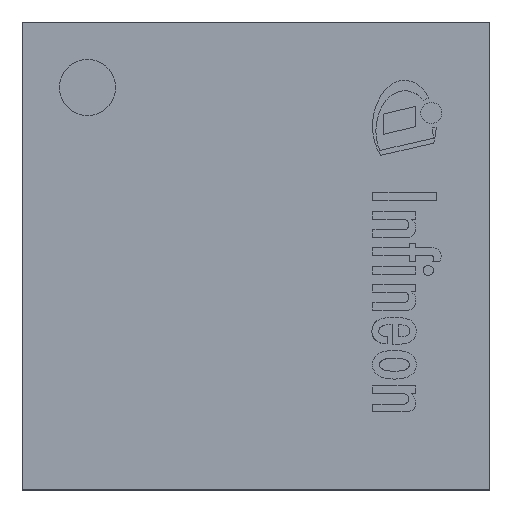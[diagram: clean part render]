
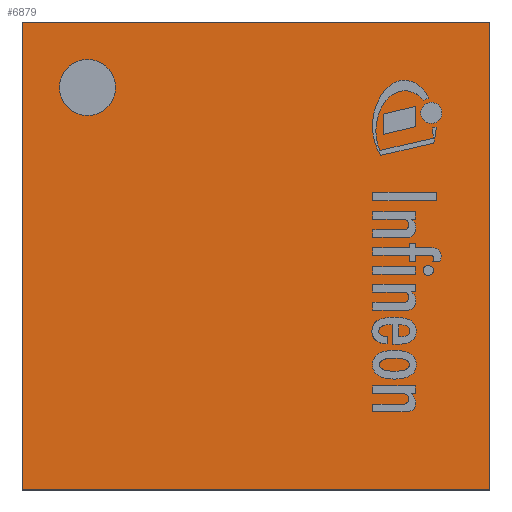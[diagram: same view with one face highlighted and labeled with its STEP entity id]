
A CAD part, top view. The second image highlights one B-rep face of the part: STEP entity #6879.
In plain terms, the highlighted planar face has unit normal (0, 0, 1).
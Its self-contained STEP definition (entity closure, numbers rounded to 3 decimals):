
#73=FACE_BOUND('',#1159,.T.);
#363=PLANE('',#7571);
#744=FACE_OUTER_BOUND('',#1158,.T.);
#1158=EDGE_LOOP('',(#6315,#6316,#6317,#6318));
#1159=EDGE_LOOP('',(#6319));
#1826=LINE('',#11536,#2514);
#1830=LINE('',#11544,#2518);
#1833=LINE('',#11550,#2521);
#1836=LINE('',#11555,#2524);
#2514=VECTOR('',#9533,1.);
#2518=VECTOR('',#9539,1.);
#2521=VECTOR('',#9544,1.);
#2524=VECTOR('',#9549,1.);
#2824=CIRCLE('',#7563,0.3);
#3446=VERTEX_POINT('',#11527);
#3448=VERTEX_POINT('',#11534);
#3449=VERTEX_POINT('',#11535);
#3452=VERTEX_POINT('',#11543);
#3454=VERTEX_POINT('',#11549);
#4399=EDGE_CURVE('',#3446,#3446,#2824,.T.);
#4402=EDGE_CURVE('',#3448,#3449,#1826,.T.);
#4406=EDGE_CURVE('',#3452,#3448,#1830,.T.);
#4409=EDGE_CURVE('',#3454,#3452,#1833,.T.);
#4412=EDGE_CURVE('',#3449,#3454,#1836,.T.);
#6315=ORIENTED_EDGE('',*,*,#4412,.F.);
#6316=ORIENTED_EDGE('',*,*,#4402,.F.);
#6317=ORIENTED_EDGE('',*,*,#4406,.F.);
#6318=ORIENTED_EDGE('',*,*,#4409,.F.);
#6319=ORIENTED_EDGE('',*,*,#4399,.T.);
#6879=ADVANCED_FACE('',(#744,#73),#363,.T.);
#7563=AXIS2_PLACEMENT_3D('',#11528,#9524,#9525);
#7571=AXIS2_PLACEMENT_3D('',#11558,#9553,#9554);
#9524=DIRECTION('center_axis',(0.,0.,-1.));
#9525=DIRECTION('ref_axis',(0.,1.,0.));
#9533=DIRECTION('',(1.,0.,0.));
#9539=DIRECTION('',(0.,1.,0.));
#9544=DIRECTION('',(-1.,0.,0.));
#9549=DIRECTION('',(0.,-1.,0.));
#9553=DIRECTION('center_axis',(0.,0.,1.));
#9554=DIRECTION('ref_axis',(0.,-1.,0.));
#11527=CARTESIAN_POINT('',(-1.8,1.5,1.06));
#11528=CARTESIAN_POINT('Origin',(-1.8,1.8,1.06));
#11534=CARTESIAN_POINT('',(-2.5,2.5,1.06));
#11535=CARTESIAN_POINT('',(2.5,2.5,1.06));
#11536=CARTESIAN_POINT('',(-2.5,2.5,1.06));
#11543=CARTESIAN_POINT('',(-2.5,-2.5,1.06));
#11544=CARTESIAN_POINT('',(-2.5,-2.5,1.06));
#11549=CARTESIAN_POINT('',(2.5,-2.5,1.06));
#11550=CARTESIAN_POINT('',(2.5,-2.5,1.06));
#11555=CARTESIAN_POINT('',(2.5,2.5,1.06));
#11558=CARTESIAN_POINT('Origin',(0.,0.,
1.06));
